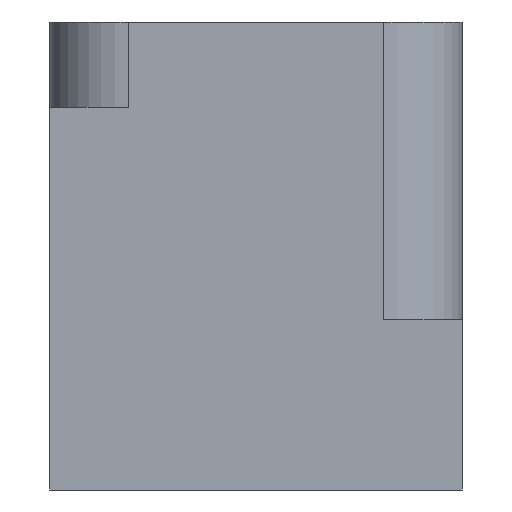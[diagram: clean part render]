
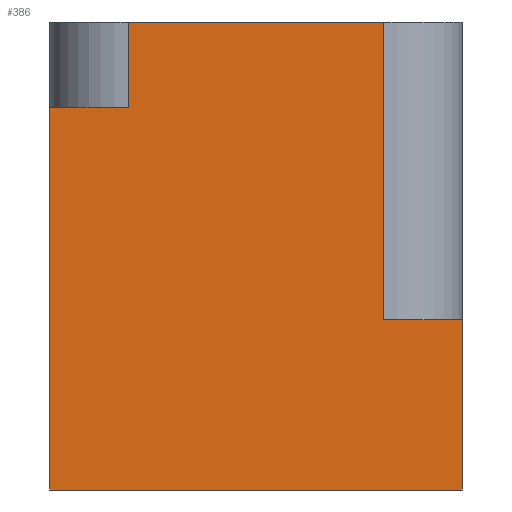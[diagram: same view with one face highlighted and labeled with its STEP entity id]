
A CAD part, front view. The second image highlights one B-rep face of the part: STEP entity #386.
In plain terms, the highlighted planar face has unit normal (0, -1, 0).
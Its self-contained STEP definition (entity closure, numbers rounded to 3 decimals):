
#70=CARTESIAN_POINT('Vertex',(9.7,0.,4.)) ;
#73=CARTESIAN_POINT('Line Origine',(9.7,0.,2.)) ;
#77=CARTESIAN_POINT('Vertex',(9.7,0.,0.)) ;
#156=CARTESIAN_POINT('Vertex',(0.,0.,0.)) ;
#159=CARTESIAN_POINT('Line Origine',(0.,0.,2.)) ;
#163=CARTESIAN_POINT('Vertex',(0.,0.,4.)) ;
#166=CARTESIAN_POINT('Line Origine',(0.,0.,6.5)) ;
#170=CARTESIAN_POINT('Vertex',(0.,0.,9.)) ;
#193=CARTESIAN_POINT('Line Origine',(0.925,0.,9.)) ;
#197=CARTESIAN_POINT('Vertex',(1.85,0.,9.)) ;
#296=CARTESIAN_POINT('Line Origine',(7.85,0.,7.5)) ;
#300=CARTESIAN_POINT('Vertex',(7.85,0.,4.)) ;
#302=CARTESIAN_POINT('Vertex',(7.85,0.,11.)) ;
#334=CARTESIAN_POINT('Line Origine',(1.85,0.,7.5)) ;
#338=CARTESIAN_POINT('Vertex',(1.85,0.,11.)) ;
#355=CARTESIAN_POINT('Axis2P3D Location',(0.,0.,0.)) ;
#360=CARTESIAN_POINT('Line Origine',(4.85,0.,0.)) ;
#365=CARTESIAN_POINT('Line Origine',(8.775,0.,4.)) ;
#370=CARTESIAN_POINT('Line Origine',(4.85,0.,11.)) ;
#74=DIRECTION('Vector Direction',(0.,0.,1.)) ;
#160=DIRECTION('Vector Direction',(0.,0.,1.)) ;
#167=DIRECTION('Vector Direction',(0.,0.,1.)) ;
#194=DIRECTION('Vector Direction',(1.,0.,0.)) ;
#297=DIRECTION('Vector Direction',(0.,0.,1.)) ;
#335=DIRECTION('Vector Direction',(0.,0.,1.)) ;
#356=DIRECTION('Axis2P3D Direction',(0.,-1.,0.)) ;
#357=DIRECTION('Axis2P3D XDirection',(1.,0.,0.)) ;
#361=DIRECTION('Vector Direction',(1.,0.,0.)) ;
#366=DIRECTION('Vector Direction',(1.,0.,0.)) ;
#371=DIRECTION('Vector Direction',(1.,0.,0.)) ;
#358=AXIS2_PLACEMENT_3D('Plane Axis2P3D',#355,#356,#357) ;
#376=ORIENTED_EDGE('',*,*,#340,.F.) ;
#377=ORIENTED_EDGE('',*,*,#199,.F.) ;
#378=ORIENTED_EDGE('',*,*,#172,.F.) ;
#379=ORIENTED_EDGE('',*,*,#165,.F.) ;
#380=ORIENTED_EDGE('',*,*,#364,.T.) ;
#381=ORIENTED_EDGE('',*,*,#79,.T.) ;
#382=ORIENTED_EDGE('',*,*,#369,.F.) ;
#383=ORIENTED_EDGE('',*,*,#304,.T.) ;
#384=ORIENTED_EDGE('',*,*,#374,.F.) ;
#75=VECTOR('Line Direction',#74,1.) ;
#161=VECTOR('Line Direction',#160,1.) ;
#168=VECTOR('Line Direction',#167,1.) ;
#195=VECTOR('Line Direction',#194,1.) ;
#298=VECTOR('Line Direction',#297,1.) ;
#336=VECTOR('Line Direction',#335,1.) ;
#362=VECTOR('Line Direction',#361,1.) ;
#367=VECTOR('Line Direction',#366,1.) ;
#372=VECTOR('Line Direction',#371,1.) ;
#386=ADVANCED_FACE('Corps principal',(#385),#359,.T.) ;
#79=EDGE_CURVE('',#78,#71,#76,.T.) ;
#165=EDGE_CURVE('',#157,#164,#162,.T.) ;
#172=EDGE_CURVE('',#164,#171,#169,.T.) ;
#199=EDGE_CURVE('',#171,#198,#196,.T.) ;
#304=EDGE_CURVE('',#301,#303,#299,.T.) ;
#340=EDGE_CURVE('',#198,#339,#337,.T.) ;
#364=EDGE_CURVE('',#157,#78,#363,.T.) ;
#369=EDGE_CURVE('',#301,#71,#368,.T.) ;
#374=EDGE_CURVE('',#339,#303,#373,.T.) ;
#375=EDGE_LOOP('',(#376,#377,#378,#379,#380,#381,#382,#383,#384)) ;
#385=FACE_OUTER_BOUND('',#375,.T.) ;
#76=LINE('Line',#73,#75) ;
#162=LINE('Line',#159,#161) ;
#169=LINE('Line',#166,#168) ;
#196=LINE('Line',#193,#195) ;
#299=LINE('Line',#296,#298) ;
#337=LINE('Line',#334,#336) ;
#363=LINE('Line',#360,#362) ;
#368=LINE('Line',#365,#367) ;
#373=LINE('Line',#370,#372) ;
#359=PLANE('Plane',#358) ;
#71=VERTEX_POINT('',#70) ;
#78=VERTEX_POINT('',#77) ;
#157=VERTEX_POINT('',#156) ;
#164=VERTEX_POINT('',#163) ;
#171=VERTEX_POINT('',#170) ;
#198=VERTEX_POINT('',#197) ;
#301=VERTEX_POINT('',#300) ;
#303=VERTEX_POINT('',#302) ;
#339=VERTEX_POINT('',#338) ;
